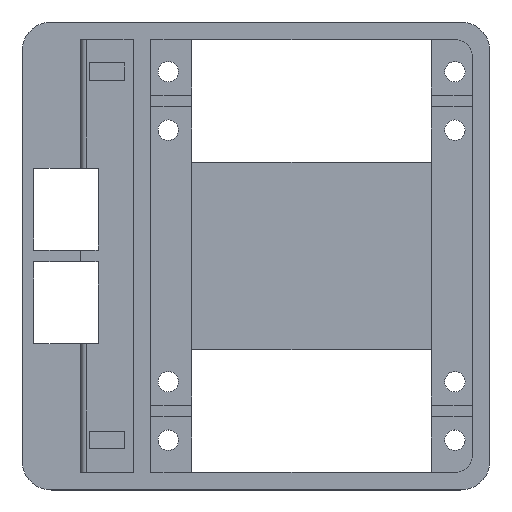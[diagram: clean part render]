
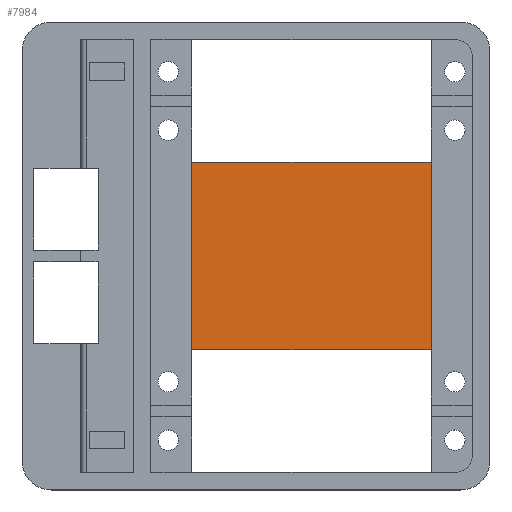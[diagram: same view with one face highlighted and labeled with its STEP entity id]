
A CAD part, top view. The second image highlights one B-rep face of the part: STEP entity #7984.
In plain terms, the highlighted planar face has unit normal (0, 0, 1).
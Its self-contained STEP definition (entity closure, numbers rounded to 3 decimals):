
#5303 = PLANE('',#5304);
#5304 = AXIS2_PLACEMENT_3D('',#5305,#5306,#5307);
#5305 = CARTESIAN_POINT('',(47.,-1.,63.));
#5306 = DIRECTION('',(1.,0.,0.));
#5307 = DIRECTION('',(0.,0.,1.));
#5509 = VERTEX_POINT('',#5510);
#5510 = CARTESIAN_POINT('',(47.,20.,68.));
#5560 = VERTEX_POINT('',#5561);
#5561 = CARTESIAN_POINT('',(47.,52.,68.));
#5649 = PLANE('',#5650);
#5650 = AXIS2_PLACEMENT_3D('',#5651,#5652,#5653);
#5651 = CARTESIAN_POINT('',(6.,20.,59.));
#5652 = DIRECTION('',(0.,1.,0.));
#5653 = DIRECTION('',(0.,0.,1.));
#5690 = VERTEX_POINT('',#5691);
#5691 = CARTESIAN_POINT('',(6.,20.,68.));
#5751 = PLANE('',#5752);
#5752 = AXIS2_PLACEMENT_3D('',#5753,#5754,#5755);
#5753 = CARTESIAN_POINT('',(6.,52.,59.));
#5754 = DIRECTION('',(0.,1.,0.));
#5755 = DIRECTION('',(0.,0.,1.));
#5792 = VERTEX_POINT('',#5793);
#5793 = CARTESIAN_POINT('',(6.,52.,68.));
#5877 = PLANE('',#5878);
#5878 = AXIS2_PLACEMENT_3D('',#5879,#5880,#5881);
#5879 = CARTESIAN_POINT('',(6.,-1.,63.));
#5880 = DIRECTION('',(1.,0.,0.));
#5881 = DIRECTION('',(0.,0.,1.));
#7093 = EDGE_CURVE('',#5509,#5560,#7094,.T.);
#7094 = SURFACE_CURVE('',#7095,(#7099,#7105),.PCURVE_S1.);
#7095 = LINE('',#7096,#7097);
#7096 = CARTESIAN_POINT('',(47.,-2.5,68.));
#7097 = VECTOR('',#7098,1.);
#7098 = DIRECTION('',(0.,1.,0.));
#7099 = PCURVE('',#5303,#7100);
#7100 = DEFINITIONAL_REPRESENTATION('',(#7101),#7104);
#7101 = B_SPLINE_CURVE_WITH_KNOTS('',1,(#7102,#7103),.UNSPECIFIED.,.F.,
  .F.,(2,2),(1.5,75.5),.PIECEWISE_BEZIER_KNOTS.);
#7102 = CARTESIAN_POINT('',(5.,0.));
#7103 = CARTESIAN_POINT('',(5.,-74.));
#7104 = ( GEOMETRIC_REPRESENTATION_CONTEXT(2) 
PARAMETRIC_REPRESENTATION_CONTEXT() REPRESENTATION_CONTEXT('2D SPACE',''
  ) );
#7105 = PCURVE('',#7106,#7111);
#7106 = PLANE('',#7107);
#7107 = AXIS2_PLACEMENT_3D('',#7108,#7109,#7110);
#7108 = CARTESIAN_POINT('',(-23.,-4.,68.));
#7109 = DIRECTION('',(0.,0.,1.));
#7110 = DIRECTION('',(1.,0.,0.));
#7111 = DEFINITIONAL_REPRESENTATION('',(#7112),#7115);
#7112 = B_SPLINE_CURVE_WITH_KNOTS('',1,(#7113,#7114),.UNSPECIFIED.,.F.,
  .F.,(2,2),(1.5,75.5),.PIECEWISE_BEZIER_KNOTS.);
#7113 = CARTESIAN_POINT('',(70.,3.));
#7114 = CARTESIAN_POINT('',(70.,77.));
#7115 = ( GEOMETRIC_REPRESENTATION_CONTEXT(2) 
PARAMETRIC_REPRESENTATION_CONTEXT() REPRESENTATION_CONTEXT('2D SPACE',''
  ) );
#7253 = EDGE_CURVE('',#5509,#5690,#7254,.T.);
#7254 = SURFACE_CURVE('',#7255,(#7259,#7265),.PCURVE_S1.);
#7255 = LINE('',#7256,#7257);
#7256 = CARTESIAN_POINT('',(-8.5,20.,68.));
#7257 = VECTOR('',#7258,1.);
#7258 = DIRECTION('',(-1.,0.,0.));
#7259 = PCURVE('',#5649,#7260);
#7260 = DEFINITIONAL_REPRESENTATION('',(#7261),#7264);
#7261 = B_SPLINE_CURVE_WITH_KNOTS('',1,(#7262,#7263),.UNSPECIFIED.,.F.,
  .F.,(2,2),(-55.5,-14.5),.PIECEWISE_BEZIER_KNOTS.);
#7262 = CARTESIAN_POINT('',(9.,41.));
#7263 = CARTESIAN_POINT('',(9.,0.));
#7264 = ( GEOMETRIC_REPRESENTATION_CONTEXT(2) 
PARAMETRIC_REPRESENTATION_CONTEXT() REPRESENTATION_CONTEXT('2D SPACE',''
  ) );
#7265 = PCURVE('',#7106,#7266);
#7266 = DEFINITIONAL_REPRESENTATION('',(#7267),#7270);
#7267 = B_SPLINE_CURVE_WITH_KNOTS('',1,(#7268,#7269),.UNSPECIFIED.,.F.,
  .F.,(2,2),(-55.5,-14.5),.PIECEWISE_BEZIER_KNOTS.);
#7268 = CARTESIAN_POINT('',(70.,24.));
#7269 = CARTESIAN_POINT('',(29.,24.));
#7270 = ( GEOMETRIC_REPRESENTATION_CONTEXT(2) 
PARAMETRIC_REPRESENTATION_CONTEXT() REPRESENTATION_CONTEXT('2D SPACE',''
  ) );
#7296 = EDGE_CURVE('',#5560,#5792,#7297,.T.);
#7297 = SURFACE_CURVE('',#7298,(#7302,#7308),.PCURVE_S1.);
#7298 = LINE('',#7299,#7300);
#7299 = CARTESIAN_POINT('',(-8.5,52.,68.));
#7300 = VECTOR('',#7301,1.);
#7301 = DIRECTION('',(-1.,0.,0.));
#7302 = PCURVE('',#5751,#7303);
#7303 = DEFINITIONAL_REPRESENTATION('',(#7304),#7307);
#7304 = B_SPLINE_CURVE_WITH_KNOTS('',1,(#7305,#7306),.UNSPECIFIED.,.F.,
  .F.,(2,2),(-55.5,-14.5),.PIECEWISE_BEZIER_KNOTS.);
#7305 = CARTESIAN_POINT('',(9.,41.));
#7306 = CARTESIAN_POINT('',(9.,0.));
#7307 = ( GEOMETRIC_REPRESENTATION_CONTEXT(2) 
PARAMETRIC_REPRESENTATION_CONTEXT() REPRESENTATION_CONTEXT('2D SPACE',''
  ) );
#7308 = PCURVE('',#7106,#7309);
#7309 = DEFINITIONAL_REPRESENTATION('',(#7310),#7313);
#7310 = B_SPLINE_CURVE_WITH_KNOTS('',1,(#7311,#7312),.UNSPECIFIED.,.F.,
  .F.,(2,2),(-55.5,-14.5),.PIECEWISE_BEZIER_KNOTS.);
#7311 = CARTESIAN_POINT('',(70.,56.));
#7312 = CARTESIAN_POINT('',(29.,56.));
#7313 = ( GEOMETRIC_REPRESENTATION_CONTEXT(2) 
PARAMETRIC_REPRESENTATION_CONTEXT() REPRESENTATION_CONTEXT('2D SPACE',''
  ) );
#7319 = EDGE_CURVE('',#5690,#5792,#7320,.T.);
#7320 = SURFACE_CURVE('',#7321,(#7325,#7331),.PCURVE_S1.);
#7321 = LINE('',#7322,#7323);
#7322 = CARTESIAN_POINT('',(6.,-2.5,68.));
#7323 = VECTOR('',#7324,1.);
#7324 = DIRECTION('',(0.,1.,0.));
#7325 = PCURVE('',#5877,#7326);
#7326 = DEFINITIONAL_REPRESENTATION('',(#7327),#7330);
#7327 = B_SPLINE_CURVE_WITH_KNOTS('',1,(#7328,#7329),.UNSPECIFIED.,.F.,
  .F.,(2,2),(1.5,75.5),.PIECEWISE_BEZIER_KNOTS.);
#7328 = CARTESIAN_POINT('',(5.,0.));
#7329 = CARTESIAN_POINT('',(5.,-74.));
#7330 = ( GEOMETRIC_REPRESENTATION_CONTEXT(2) 
PARAMETRIC_REPRESENTATION_CONTEXT() REPRESENTATION_CONTEXT('2D SPACE',''
  ) );
#7331 = PCURVE('',#7106,#7332);
#7332 = DEFINITIONAL_REPRESENTATION('',(#7333),#7336);
#7333 = B_SPLINE_CURVE_WITH_KNOTS('',1,(#7334,#7335),.UNSPECIFIED.,.F.,
  .F.,(2,2),(1.5,75.5),.PIECEWISE_BEZIER_KNOTS.);
#7334 = CARTESIAN_POINT('',(29.,3.));
#7335 = CARTESIAN_POINT('',(29.,77.));
#7336 = ( GEOMETRIC_REPRESENTATION_CONTEXT(2) 
PARAMETRIC_REPRESENTATION_CONTEXT() REPRESENTATION_CONTEXT('2D SPACE',''
  ) );
#7984 = ADVANCED_FACE('',(#7985),#7106,.T.);
#7985 = FACE_BOUND('',#7986,.T.);
#7986 = EDGE_LOOP('',(#7987,#7988,#7989,#7990));
#7987 = ORIENTED_EDGE('',*,*,#7093,.T.);
#7988 = ORIENTED_EDGE('',*,*,#7296,.T.);
#7989 = ORIENTED_EDGE('',*,*,#7319,.F.);
#7990 = ORIENTED_EDGE('',*,*,#7253,.F.);
